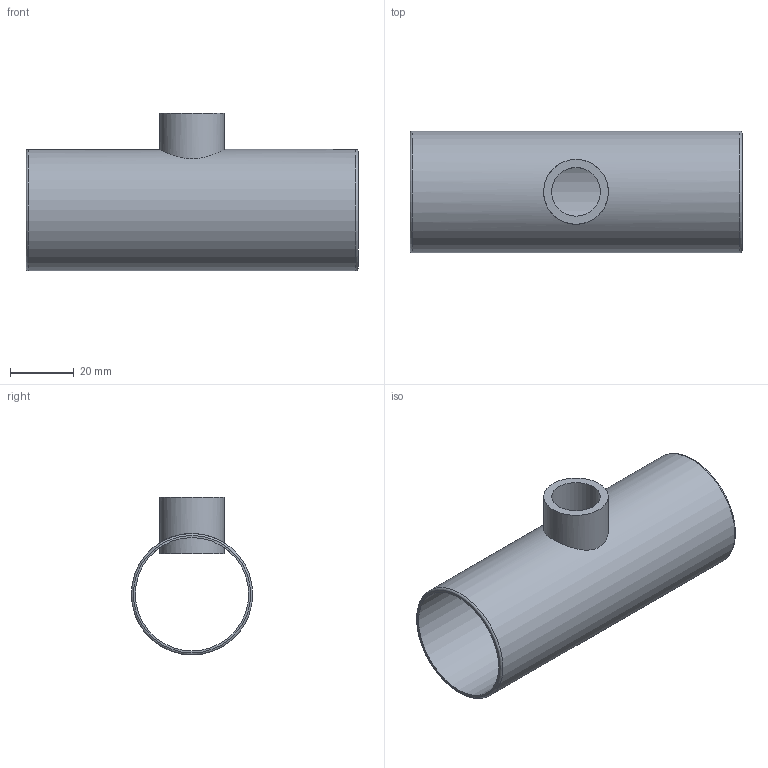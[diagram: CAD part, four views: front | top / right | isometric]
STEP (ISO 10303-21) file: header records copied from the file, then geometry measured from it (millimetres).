
FILE_DESCRIPTION( ( '' ), ' ' );
FILE_NAME( '581785845aa2f4106138e202.step', '2016-10-31T17:55:16', ( '' ), ( '' ), ' ', ' ', ' ' );
FILE_SCHEMA( ( 'AUTOMOTIVE_DESIGN { 1 0 10303 214 1 1 1 1 }' ) );
Length unit declared in the file: metre
Products named in the file (1): shoulder
Bounding box: 104.14 x 38.1 x 49.53 mm (x, y, z)
Volume: 17377.9 mm3; surface area: 25832 mm2
Topology: 1 solids, 1 shells, 11 faces, 19 edges, 12 vertices
Faces by surface type: cylinder 5, plane 4, torus 2
Full cylindrical faces by diameter (mm): 15.24 x1, 20.32 x2, 35.56 x1, 38.1 x1
Entity records: 532 total; most frequent: CARTESIAN_POINT 228, DIRECTION 44, EDGE_LOOP 24, ORIENTED_EDGE 24, AXIS2_PLACEMENT_3D 22, FACE_OUTER_BOUND 18, EDGE_CURVE 12, VERTEX_POINT 12
